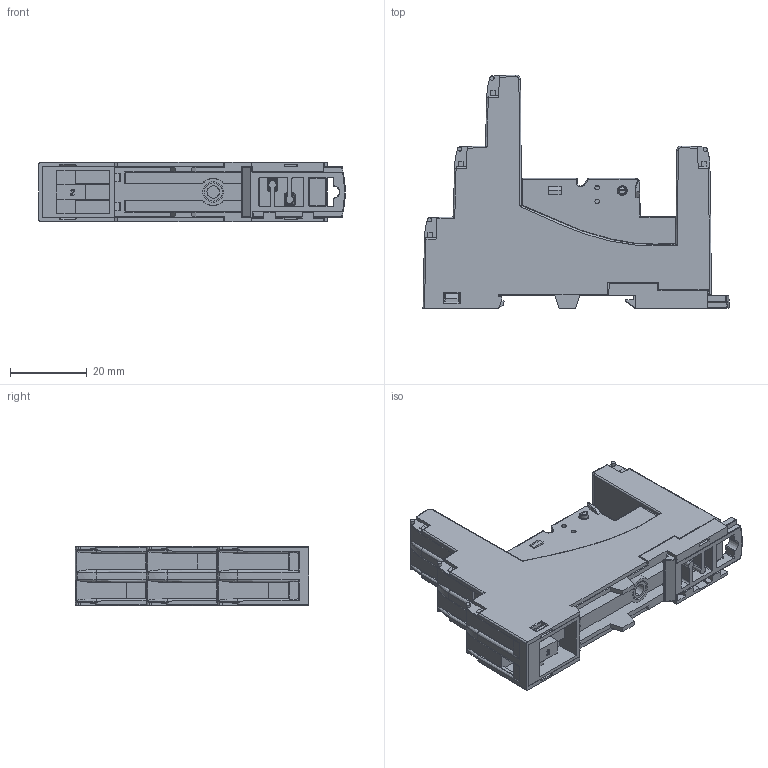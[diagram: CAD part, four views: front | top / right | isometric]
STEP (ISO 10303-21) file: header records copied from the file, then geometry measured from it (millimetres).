
FILE_DESCRIPTION (( 'STEP AP214' ), '1' );
FILE_NAME ('GZT92.STEP', '2016-06-09T06:41:41', ( '' ), ( '' ), 'SwSTEP 2.0', 'SolidWorks 2016', '' );
FILE_SCHEMA (( 'AUTOMOTIVE_DESIGN' ));
Length unit declared in the file: millimetre
Products named in the file (3): GZT92; Podstawa kompletna gniazda GZT92; GZM-2000.1 Zaczep na szynê DIN
Assembly tree (2 placements, depth 2):
  GZT92
    Podstawa kompletna gniazda GZT92
    GZM-2000.1 Zaczep na szynê DIN
Bounding box: 79.85 x 60.95 x 15.5 mm (x, y, z)
Volume: 33316.3 mm3; surface area: 21289.1 mm2
Topology: 3 solids, 22 shells, 1366 faces, 3518 edges, 2186 vertices
Faces by surface type: plane 738, cylinder 336, bspline 138, sphere 70, torus 43, cone 41
Entity records: 57752 total; most frequent: CARTESIAN_POINT 12466, ORIENTED_EDGE 6976, DIRECTION 5948, EDGE_CURVE 3488, VERTEX_POINT 2184, VECTOR 2136, LINE 2136, AXIS2_PLACEMENT_3D 1906
